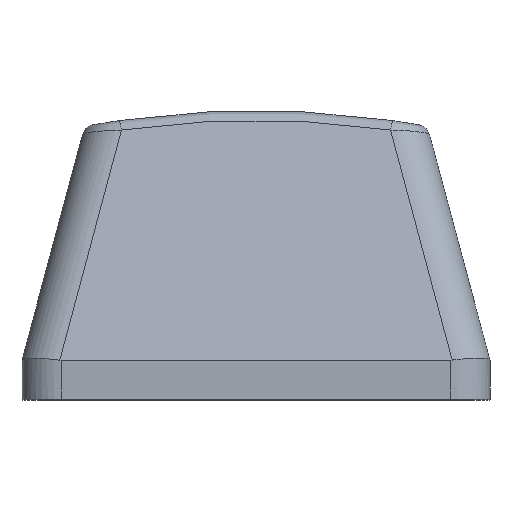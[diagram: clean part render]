
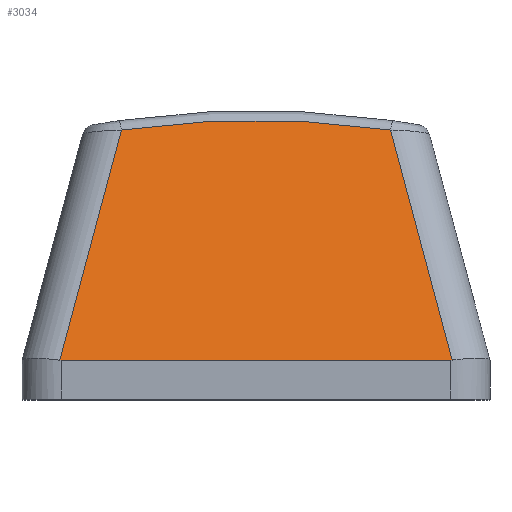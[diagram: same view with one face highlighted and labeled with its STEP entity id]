
A CAD part, top view. The second image highlights one B-rep face of the part: STEP entity #3034.
In plain terms, the highlighted planar face has unit normal (0, 0.259, 0.966).
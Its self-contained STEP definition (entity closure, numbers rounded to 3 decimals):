
#341 = CARTESIAN_POINT ( 'NONE',  ( 6.512, 3.878, 12.724 ) ) ;
#444 = VERTEX_POINT ( 'NONE', #3005 ) ;
#450 = CARTESIAN_POINT ( 'NONE',  ( -5.178, 8.858, 11.39 ) ) ;
#569 = DIRECTION ( 'NONE',  ( 1., 0., 0. ) ) ;
#581 = VERTEX_POINT ( 'NONE', #2475 ) ;
#619 =( BOUNDED_CURVE ( )  B_SPLINE_CURVE ( 3, ( #7038, #1048, #5482, #450 ),
 .UNSPECIFIED., .F., .F. ) 
 B_SPLINE_CURVE_WITH_KNOTS ( ( 4, 4 ),
 ( 2.995, 3.288 ),
 .UNSPECIFIED. ) 
 CURVE ( )  GEOMETRIC_REPRESENTATION_ITEM ( )  RATIONAL_B_SPLINE_CURVE ( ( 1., 0.993, 0.993, 1. ) ) 
 REPRESENTATION_ITEM ( '' )  );
#643 = EDGE_CURVE ( 'NONE', #581, #6829, #619, .T. ) ;
#998 = FACE_OUTER_BOUND ( 'NONE', #2382, .T. ) ;
#1048 = CARTESIAN_POINT ( 'NONE',  ( 1.738, 9.365, 11.254 ) ) ;
#1140 = CARTESIAN_POINT ( 'NONE',  ( 7.5, 0., 13.763 ) ) ;
#1402 = CARTESIAN_POINT ( 'NONE',  ( 7.55, 0.003, 13.762 ) ) ;
#1482 = LINE ( 'NONE', #341, #5907 ) ;
#1485 = ORIENTED_EDGE ( 'NONE', *, *, #4537, .T. ) ;
#1648 = CARTESIAN_POINT ( 'NONE',  ( 7.55, 0.003, 13.762 ) ) ;
#1961 = DIRECTION ( 'NONE',  ( -0.251, 0.935, -0.251 ) ) ;
#2241 = ORIENTED_EDGE ( 'NONE', *, *, #6097, .T. ) ;
#2382 = EDGE_LOOP ( 'NONE', ( #5255, #6992, #6934, #3921, #2241, #1485 ) ) ;
#2475 = CARTESIAN_POINT ( 'NONE',  ( 5.178, 8.858, 11.39 ) ) ;
#2520 = EDGE_CURVE ( 'NONE', #6609, #581, #1482, .T. ) ;
#2566 = CARTESIAN_POINT ( 'NONE',  ( -5.178, 8.858, 11.39 ) ) ;
#2888 =( BOUNDED_CURVE ( )  B_SPLINE_CURVE ( 3, ( #4355, #7220, #6597, #6055 ),
 .UNSPECIFIED., .F., .T. ) 
 B_SPLINE_CURVE_WITH_KNOTS ( ( 4, 4 ),
 ( 3.108, 3.142 ),
 .UNSPECIFIED. ) 
 CURVE ( )  GEOMETRIC_REPRESENTATION_ITEM ( )  RATIONAL_B_SPLINE_CURVE ( ( 1., 1., 1., 1. ) ) 
 REPRESENTATION_ITEM ( '' )  );
#2975 = CARTESIAN_POINT ( 'NONE',  ( -9., 0., 13.763 ) ) ;
#3005 = CARTESIAN_POINT ( 'NONE',  ( -7.55, 0.003, 13.762 ) ) ;
#3010 = DIRECTION ( 'NONE',  ( 0., 0.259, 0.966 ) ) ;
#3034 = ADVANCED_FACE ( 'NONE', ( #998 ), #3625, .T. ) ;
#3378 = CARTESIAN_POINT ( 'NONE',  ( 7.517, 0., 13.763 ) ) ;
#3591 = VECTOR ( 'NONE', #569, 1000. ) ;
#3625 = PLANE ( 'NONE',  #6833 ) ;
#3742 = EDGE_CURVE ( 'NONE', #444, #4741, #2888, .T. ) ;
#3921 = ORIENTED_EDGE ( 'NONE', *, *, #3742, .T. ) ;
#3963 = LINE ( 'NONE', #5787, #4793 ) ;
#4163 = EDGE_CURVE ( 'NONE', #6829, #444, #3963, .T. ) ;
#4355 = CARTESIAN_POINT ( 'NONE',  ( -7.55, 0.003, 13.762 ) ) ;
#4537 = EDGE_CURVE ( 'NONE', #5558, #6609, #6414, .T. ) ;
#4741 = VERTEX_POINT ( 'NONE', #6013 ) ;
#4793 = VECTOR ( 'NONE', #5487, 1000. ) ;
#5044 = CARTESIAN_POINT ( 'NONE',  ( -9., 0., 13.763 ) ) ;
#5083 = CARTESIAN_POINT ( 'NONE',  ( 7.534, 0.001, 13.763 ) ) ;
#5229 = DIRECTION ( 'NONE',  ( 0., -0.966, 0.259 ) ) ;
#5255 = ORIENTED_EDGE ( 'NONE', *, *, #2520, .T. ) ;
#5482 = CARTESIAN_POINT ( 'NONE',  ( -1.738, 9.365, 11.254 ) ) ;
#5487 = DIRECTION ( 'NONE',  ( -0.251, -0.935, 0.251 ) ) ;
#5558 = VERTEX_POINT ( 'NONE', #7107 ) ;
#5787 = CARTESIAN_POINT ( 'NONE',  ( -7.642, -0.339, 13.854 ) ) ;
#5907 = VECTOR ( 'NONE', #1961, 1000. ) ;
#6013 = CARTESIAN_POINT ( 'NONE',  ( -7.5, 0., 13.763 ) ) ;
#6055 = CARTESIAN_POINT ( 'NONE',  ( -7.5, 0., 13.763 ) ) ;
#6097 = EDGE_CURVE ( 'NONE', #4741, #5558, #6755, .T. ) ;
#6414 =( BOUNDED_CURVE ( )  B_SPLINE_CURVE ( 3, ( #1140, #3378, #5083, #1648 ),
 .UNSPECIFIED., .F., .F. ) 
 B_SPLINE_CURVE_WITH_KNOTS ( ( 4, 4 ),
 ( 3.142, 3.175 ),
 .UNSPECIFIED. ) 
 CURVE ( )  GEOMETRIC_REPRESENTATION_ITEM ( )  RATIONAL_B_SPLINE_CURVE ( ( 1., 1., 1., 1. ) ) 
 REPRESENTATION_ITEM ( '' )  );
#6597 = CARTESIAN_POINT ( 'NONE',  ( -7.517, 0., 13.763 ) ) ;
#6609 = VERTEX_POINT ( 'NONE', #1402 ) ;
#6755 = LINE ( 'NONE', #5044, #3591 ) ;
#6829 = VERTEX_POINT ( 'NONE', #2566 ) ;
#6833 = AXIS2_PLACEMENT_3D ( 'NONE', #2975, #3010, #5229 ) ;
#6934 = ORIENTED_EDGE ( 'NONE', *, *, #4163, .T. ) ;
#6992 = ORIENTED_EDGE ( 'NONE', *, *, #643, .T. ) ;
#7038 = CARTESIAN_POINT ( 'NONE',  ( 5.178, 8.858, 11.39 ) ) ;
#7107 = CARTESIAN_POINT ( 'NONE',  ( 7.5, 0., 13.763 ) ) ;
#7220 = CARTESIAN_POINT ( 'NONE',  ( -7.534, 0.001, 13.763 ) ) ;
